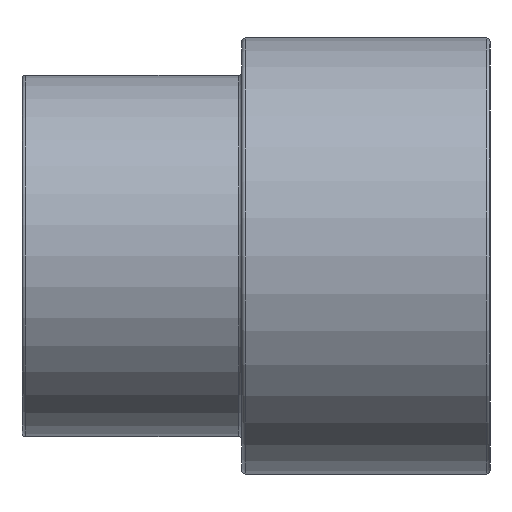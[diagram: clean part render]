
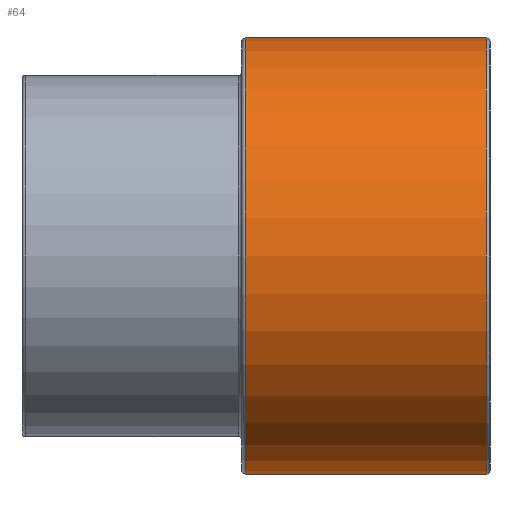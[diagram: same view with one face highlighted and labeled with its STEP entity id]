
A CAD part, left-side view. The second image highlights one B-rep face of the part: STEP entity #64.
In plain terms, the highlighted cylindrical face has radius 6.15 mm (diameter 12.3 mm), a partial arc.
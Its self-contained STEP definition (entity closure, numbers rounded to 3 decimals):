
#64 = ADVANCED_FACE ( 'NONE', ( #1747 ), #1084, .T. ) ;
#152 = EDGE_LOOP ( 'NONE', ( #554, #945, #1401, #1852 ) ) ;
#181 = CARTESIAN_POINT ( 'NONE',  ( 0., 1.4, 6.15 ) ) ;
#197 = AXIS2_PLACEMENT_3D ( 'NONE', #2610, #872, #2366 ) ;
#277 = LINE ( 'NONE', #925, #680 ) ;
#323 = DIRECTION ( 'NONE',  ( 0., 1., 0. ) ) ;
#365 = CARTESIAN_POINT ( 'NONE',  ( 0., -1., -6.15 ) ) ;
#378 = DIRECTION ( 'NONE',  ( 0., 1., 0. ) ) ;
#438 = VECTOR ( 'NONE', #378, 1000. ) ;
#489 = VERTEX_POINT ( 'NONE', #1601 ) ;
#554 = ORIENTED_EDGE ( 'NONE', *, *, #635, .F. ) ;
#597 = CARTESIAN_POINT ( 'NONE',  ( 0., -5.4, -6.15 ) ) ;
#612 = VERTEX_POINT ( 'NONE', #597 ) ;
#635 = EDGE_CURVE ( 'NONE', #612, #489, #2580, .T. ) ;
#680 = VECTOR ( 'NONE', #2220, 1000. ) ;
#872 = DIRECTION ( 'NONE',  ( 0., 1., 0. ) ) ;
#925 = CARTESIAN_POINT ( 'NONE',  ( 0., -1., 6.15 ) ) ;
#945 = ORIENTED_EDGE ( 'NONE', *, *, #1608, .T. ) ;
#1003 = CIRCLE ( 'NONE', #2064, 6.15 ) ;
#1084 = CYLINDRICAL_SURFACE ( 'NONE', #197, 6.15 ) ;
#1293 = VERTEX_POINT ( 'NONE', #181 ) ;
#1401 = ORIENTED_EDGE ( 'NONE', *, *, #2830, .T. ) ;
#1510 = AXIS2_PLACEMENT_3D ( 'NONE', #1840, #323, #2709 ) ;
#1601 = CARTESIAN_POINT ( 'NONE',  ( 0., 1.4, -6.15 ) ) ;
#1608 = EDGE_CURVE ( 'NONE', #612, #2353, #2608, .T. ) ;
#1747 = FACE_OUTER_BOUND ( 'NONE', #152, .T. ) ;
#1840 = CARTESIAN_POINT ( 'NONE',  ( 0., -5.4, 0. ) ) ;
#1852 = ORIENTED_EDGE ( 'NONE', *, *, #2460, .T. ) ;
#2024 = CARTESIAN_POINT ( 'NONE',  ( 0., -5.4, 6.15 ) ) ;
#2064 = AXIS2_PLACEMENT_3D ( 'NONE', #2533, #2771, #2758 ) ;
#2220 = DIRECTION ( 'NONE',  ( 0., 1., 0. ) ) ;
#2353 = VERTEX_POINT ( 'NONE', #2024 ) ;
#2366 = DIRECTION ( 'NONE',  ( 0., 0., 1. ) ) ;
#2460 = EDGE_CURVE ( 'NONE', #1293, #489, #1003, .T. ) ;
#2533 = CARTESIAN_POINT ( 'NONE',  ( 0., 1.4, 0. ) ) ;
#2580 = LINE ( 'NONE', #365, #438 ) ;
#2608 = CIRCLE ( 'NONE', #1510, 6.15 ) ;
#2610 = CARTESIAN_POINT ( 'NONE',  ( 0., -1., 0. ) ) ;
#2709 = DIRECTION ( 'NONE',  ( 0., 0., -1. ) ) ;
#2758 = DIRECTION ( 'NONE',  ( 0., 0., -1. ) ) ;
#2771 = DIRECTION ( 'NONE',  ( 0., -1., 0. ) ) ;
#2830 = EDGE_CURVE ( 'NONE', #2353, #1293, #277, .T. ) ;
